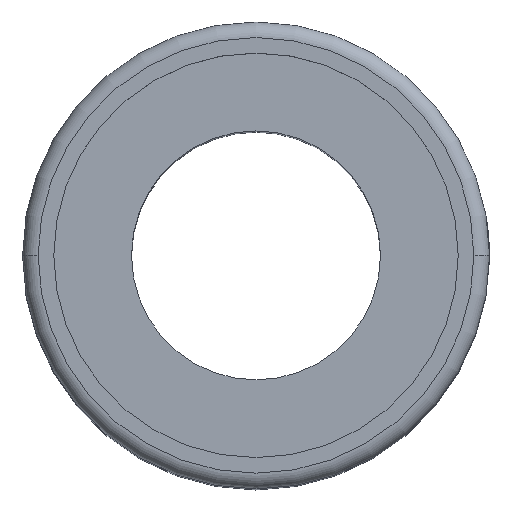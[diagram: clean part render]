
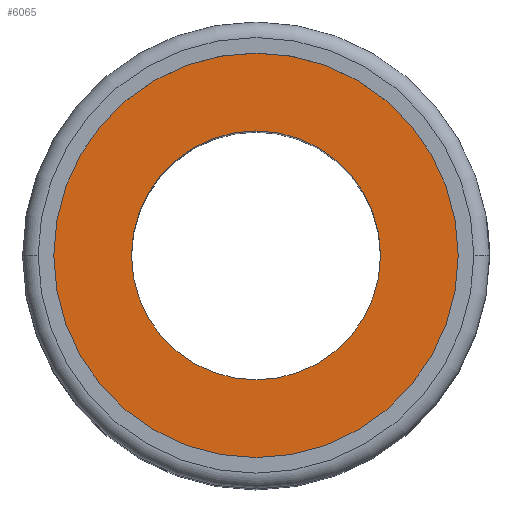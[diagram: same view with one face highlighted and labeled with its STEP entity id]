
A CAD part, top view. The second image highlights one B-rep face of the part: STEP entity #6065.
In plain terms, the highlighted planar face has unit normal (0, 0, 1).
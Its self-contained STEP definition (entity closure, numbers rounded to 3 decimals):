
#211 = DIRECTION ( 'NONE',  ( 0., 0., 1. ) ) ;
#471 = EDGE_CURVE ( 'NONE', #2599, #14522, #10497, .T. ) ;
#589 = CARTESIAN_POINT ( 'NONE',  ( 6.5, 0., 11.3 ) ) ;
#771 = DIRECTION ( 'NONE',  ( 1., 0., 0. ) ) ;
#974 = AXIS2_PLACEMENT_3D ( 'NONE', #14171, #7187, #7107 ) ;
#1113 = FACE_BOUND ( 'NONE', #12652, .T. ) ;
#1497 = VERTEX_POINT ( 'NONE', #6464 ) ;
#1721 = AXIS2_PLACEMENT_3D ( 'NONE', #6012, #9494, #8371 ) ;
#1904 = DIRECTION ( 'NONE',  ( 0., 0., 1. ) ) ;
#1976 = CARTESIAN_POINT ( 'NONE',  ( 0., 0., 11.3 ) ) ;
#2137 = CIRCLE ( 'NONE', #5530, 6.5 ) ;
#2354 = CIRCLE ( 'NONE', #12283, 4. ) ;
#2599 = VERTEX_POINT ( 'NONE', #7505 ) ;
#2637 = PLANE ( 'NONE',  #974 ) ;
#3179 = DIRECTION ( 'NONE',  ( 0., 0., 1. ) ) ;
#3252 = CARTESIAN_POINT ( 'NONE',  ( 0., 0., 11.3 ) ) ;
#3730 = AXIS2_PLACEMENT_3D ( 'NONE', #3252, #3179, #14787 ) ;
#4450 = EDGE_CURVE ( 'NONE', #11665, #1497, #2137, .T. ) ;
#5530 = AXIS2_PLACEMENT_3D ( 'NONE', #1976, #1904, #771 ) ;
#6012 = CARTESIAN_POINT ( 'NONE',  ( 0., 0., 11.3 ) ) ;
#6049 = ORIENTED_EDGE ( 'NONE', *, *, #4450, .T. ) ;
#6065 = ADVANCED_FACE ( 'NONE', ( #1113, #13866 ), #2637, .T. ) ;
#6265 = CARTESIAN_POINT ( 'NONE',  ( -4., 0., 11.3 ) ) ;
#6319 = CIRCLE ( 'NONE', #1721, 6.5 ) ;
#6464 = CARTESIAN_POINT ( 'NONE',  ( -6.5, 0., 11.3 ) ) ;
#7105 = EDGE_CURVE ( 'NONE', #1497, #11665, #6319, .T. ) ;
#7107 = DIRECTION ( 'NONE',  ( 1., 0., 0. ) ) ;
#7187 = DIRECTION ( 'NONE',  ( 0., 0., 1. ) ) ;
#7505 = CARTESIAN_POINT ( 'NONE',  ( 4., 0., 11.3 ) ) ;
#8189 = EDGE_LOOP ( 'NONE', ( #6049, #14002 ) ) ;
#8371 = DIRECTION ( 'NONE',  ( 1., 0., 0. ) ) ;
#9494 = DIRECTION ( 'NONE',  ( 0., 0., 1. ) ) ;
#10446 = ORIENTED_EDGE ( 'NONE', *, *, #10864, .F. ) ;
#10497 = CIRCLE ( 'NONE', #3730, 4. ) ;
#10602 = CARTESIAN_POINT ( 'NONE',  ( 0., 0., 11.3 ) ) ;
#10864 = EDGE_CURVE ( 'NONE', #14522, #2599, #2354, .T. ) ;
#11665 = VERTEX_POINT ( 'NONE', #589 ) ;
#11829 = DIRECTION ( 'NONE',  ( 1., 0., 0. ) ) ;
#12283 = AXIS2_PLACEMENT_3D ( 'NONE', #10602, #211, #11829 ) ;
#12652 = EDGE_LOOP ( 'NONE', ( #10446, #14046 ) ) ;
#13866 = FACE_OUTER_BOUND ( 'NONE', #8189, .T. ) ;
#14002 = ORIENTED_EDGE ( 'NONE', *, *, #7105, .T. ) ;
#14046 = ORIENTED_EDGE ( 'NONE', *, *, #471, .F. ) ;
#14171 = CARTESIAN_POINT ( 'NONE',  ( 0., 0., 11.3 ) ) ;
#14522 = VERTEX_POINT ( 'NONE', #6265 ) ;
#14787 = DIRECTION ( 'NONE',  ( 1., 0., 0. ) ) ;
